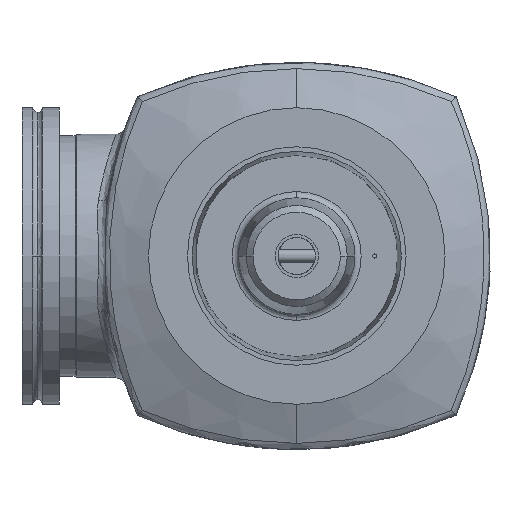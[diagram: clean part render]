
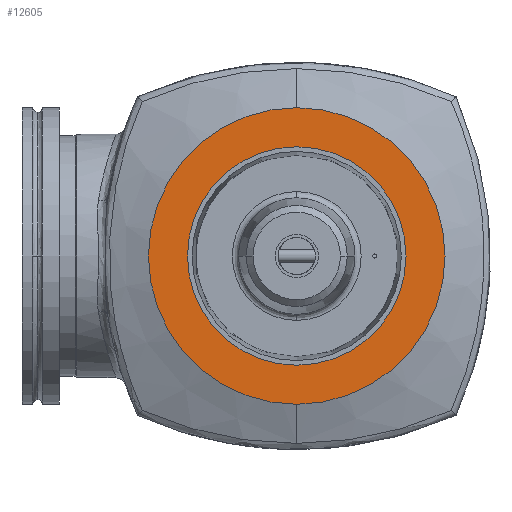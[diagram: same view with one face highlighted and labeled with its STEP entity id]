
A CAD part, front view. The second image highlights one B-rep face of the part: STEP entity #12605.
In plain terms, the highlighted planar face has unit normal (0, -1, 0).
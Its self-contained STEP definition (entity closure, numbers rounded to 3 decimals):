
#923=CARTESIAN_POINT('',(0.,-88.0,47.5));
#924=VERTEX_POINT('',#923);
#933=CARTESIAN_POINT('',(0.,-88.0,-47.5));
#934=VERTEX_POINT('',#933);
#935=CARTESIAN_POINT('',(0.,-88.0,0.));
#936=DIRECTION('',(0.0,-1.0,0.0));
#937=DIRECTION('',(0.0,0.0,1.0));
#938=AXIS2_PLACEMENT_3D('',#935,#936,#937);
#939=CIRCLE('',#938,47.5);
#940=EDGE_CURVE('',#934,#924,#939,.T.);
#1923=CARTESIAN_POINT('',(0.,-88.0,35.));
#1924=VERTEX_POINT('',#1923);
#1933=CARTESIAN_POINT('',(0.,-88.0,-35.));
#1934=VERTEX_POINT('',#1933);
#1935=CARTESIAN_POINT('',(0.,-88.0,0.));
#1936=DIRECTION('',(0.0,1.0,0.0));
#1937=DIRECTION('',(0.0,0.0,1.0));
#1938=AXIS2_PLACEMENT_3D('',#1935,#1936,#1937);
#1939=CIRCLE('',#1938,35.0);
#1940=EDGE_CURVE('',#1934,#1924,#1939,.T.);
#8492=CARTESIAN_POINT('',(0.,-88.0,0.));
#8493=DIRECTION('',(0.0,1.0,0.0));
#8494=DIRECTION('',(0.0,0.0,1.0));
#8495=AXIS2_PLACEMENT_3D('',#8492,#8493,#8494);
#8496=CIRCLE('',#8495,35.0);
#8497=EDGE_CURVE('',#1924,#1934,#8496,.T.);
#12553=CARTESIAN_POINT('',(0.,-88.0,0.));
#12554=DIRECTION('',(0.0,-1.0,0.0));
#12555=DIRECTION('',(0.0,0.0,1.0));
#12556=AXIS2_PLACEMENT_3D('',#12553,#12554,#12555);
#12557=CIRCLE('',#12556,47.5);
#12558=EDGE_CURVE('',#924,#934,#12557,.T.);
#12592=CARTESIAN_POINT('',(0.,-88.0,0.));
#12593=DIRECTION('',(0.0,1.0,0.0));
#12594=DIRECTION('',(1.0,0.0,0.0));
#12595=AXIS2_PLACEMENT_3D('',#12592,#12593,#12594);
#12596=PLANE('',#12595);
#12597=ORIENTED_EDGE('',*,*,#12558,.T.);
#12598=ORIENTED_EDGE('',*,*,#940,.T.);
#12599=EDGE_LOOP('',(#12597,#12598));
#12600=FACE_OUTER_BOUND('',#12599,.T.);
#12601=ORIENTED_EDGE('',*,*,#8497,.T.);
#12602=ORIENTED_EDGE('',*,*,#1940,.T.);
#12603=EDGE_LOOP('',(#12601,#12602));
#12604=FACE_BOUND('',#12603,.T.);
#12605=ADVANCED_FACE('',(#12600,#12604),#12596,.F.);
